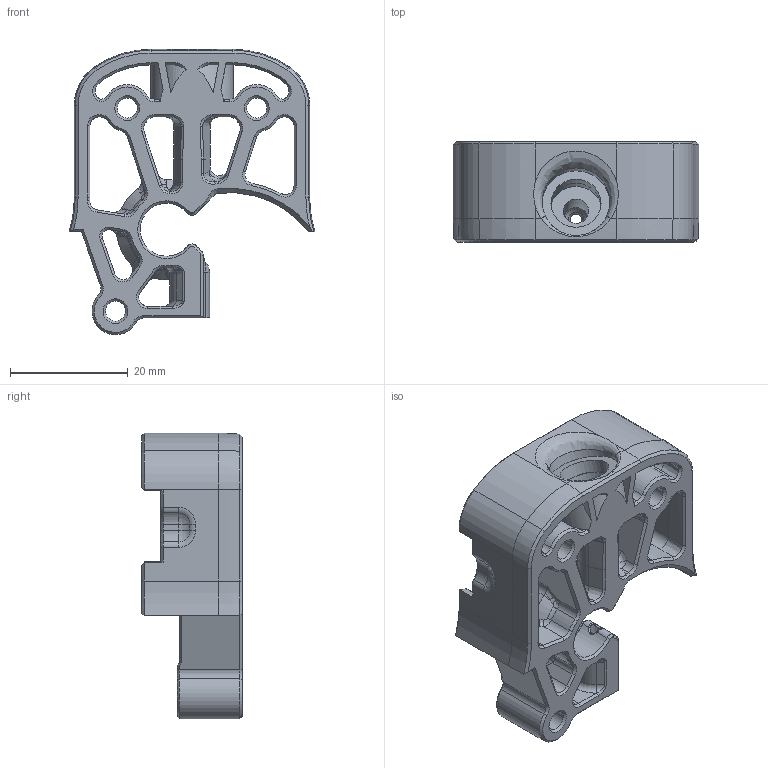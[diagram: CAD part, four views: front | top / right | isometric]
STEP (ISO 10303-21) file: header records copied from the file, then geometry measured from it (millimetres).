
FILE_DESCRIPTION(/* description */ (''),/* implementation_level */ '2;1');
FILE_NAME(/* name */ 'MiniAB_ECAS.step',/* time_stamp */ '2021-08-24T15:17:39+02:00',/* author */ (''),/* organization */ (''),/* preprocessor_version */ 'ST-DEVELOPER v18.1',/* originating_system */ 'Autodesk Translation Framework v10.10.0.1391',/* authorisation */ '');
FILE_SCHEMA (('AUTOMOTIVE_DESIGN { 1 0 10303 214 3 1 1 }'));
Length unit declared in the file: millimetre
Products named in the file (3): SensorizedToolhead; Mini_Afterburner; Mid_Body
Assembly tree (2 placements, depth 3):
  SensorizedToolhead
    Mini_Afterburner
      Mid_Body
Bounding box: 41.78 x 17.05 x 48.5 mm (x, y, z)
Volume: 9095.6 mm3; surface area: 8049.2 mm2
Topology: 1 solids, 1 shells, 581 faces, 1439 edges, 853 vertices
Faces by surface type: cone 176, plane 148, cylinder 136, bspline 93, torus 21, sphere 7
Full cylindrical faces by diameter (mm): 2 x2, 3.4 x3, 4.3 x2, 8.5 x1, 8.8 x1, 11.5 x1
Entity records: 24568 total; most frequent: CARTESIAN_POINT 11131, ORIENTED_EDGE 2874, DIRECTION 2777, EDGE_CURVE 1437, AXIS2_PLACEMENT_3D 1072, VERTEX_POINT 853, LINE 633, VECTOR 633
